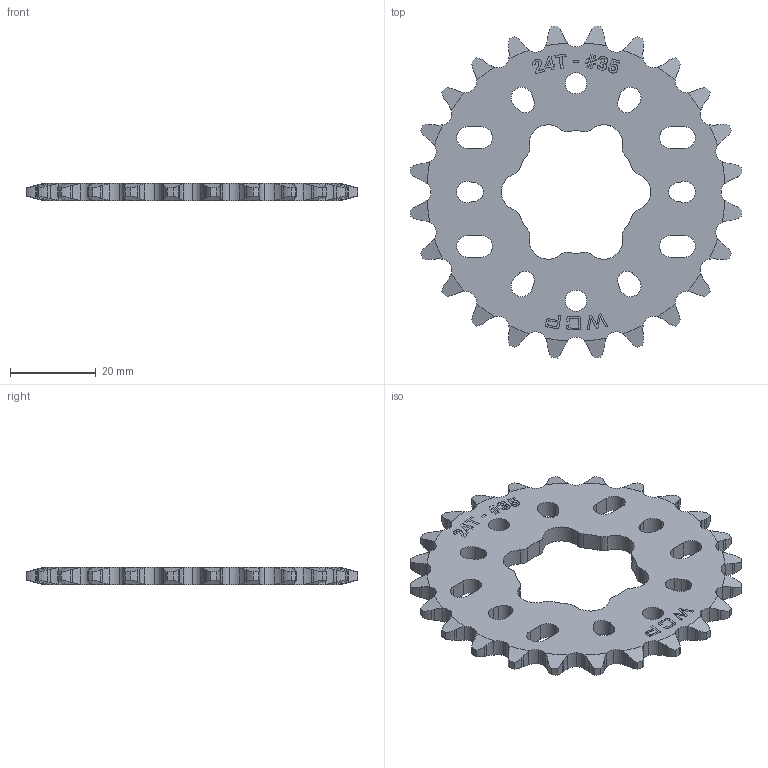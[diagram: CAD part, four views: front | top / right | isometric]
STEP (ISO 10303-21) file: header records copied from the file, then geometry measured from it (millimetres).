
FILE_DESCRIPTION (( 'STEP AP214' ), '1' );
FILE_NAME ('WCP-0981 Rev2.step', '2023-12-13T23:18:50', ( '' ), ( '' ), 'SwSTEP 2.0', 'SolidWorks 2022', '' );
FILE_SCHEMA (( 'AUTOMOTIVE_DESIGN' ));
Length unit declared in the file: inch
Products named in the file (1): WCP-0981 Rev2
Bounding box: 77.56 x 77.56 x 4 mm (x, y, z)
Volume: 11676.2 mm3; surface area: 8526.9 mm2
Topology: 1 solids, 1 shells, 510 faces, 1485 edges, 990 vertices
Faces by surface type: cylinder 231, plane 196, cone 48, bspline 35
Entity records: 19257 total; most frequent: CARTESIAN_POINT 6357, ORIENTED_EDGE 2970, DIRECTION 2301, EDGE_CURVE 1485, VERTEX_POINT 990, AXIS2_PLACEMENT_3D 794, LINE 713, VECTOR 713
